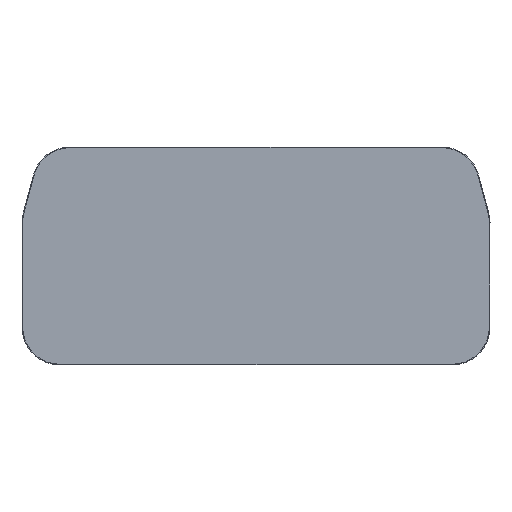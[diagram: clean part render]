
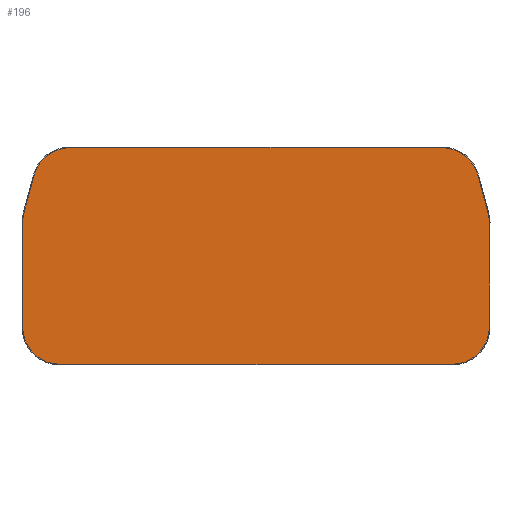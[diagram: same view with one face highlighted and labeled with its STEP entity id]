
A CAD part, top view. The second image highlights one B-rep face of the part: STEP entity #196.
In plain terms, the highlighted planar face has unit normal (0, 0, 1).
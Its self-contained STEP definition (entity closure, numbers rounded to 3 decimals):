
#21 = CARTESIAN_POINT ( 'NONE',  ( -28.489, 20.211, 1. ) ) ;
#29 = VECTOR ( 'NONE', #498, 1000. ) ;
#32 = CARTESIAN_POINT ( 'NONE',  ( 7.893, 11.536, 1. ) ) ;
#34 = CARTESIAN_POINT ( 'NONE',  ( -28.69, 18.684, 1. ) ) ;
#35 = DIRECTION ( 'NONE',  ( -1., 0., 0. ) ) ;
#39 = AXIS2_PLACEMENT_3D ( 'NONE', #579, #935, #140 ) ;
#53 = AXIS2_PLACEMENT_3D ( 'NONE', #123, #229, #651 ) ;
#66 = VERTEX_POINT ( 'NONE', #1008 ) ;
#71 = CARTESIAN_POINT ( 'NONE',  ( 45.483, 2.101, 1. ) ) ;
#73 = AXIS2_PLACEMENT_3D ( 'NONE', #344, #434, #325 ) ;
#79 = CARTESIAN_POINT ( 'NONE',  ( -21.175, 24.711, 1. ) ) ;
#88 = VERTEX_POINT ( 'NONE', #318 ) ;
#91 = VERTEX_POINT ( 'NONE', #34 ) ;
#92 = EDGE_CURVE ( 'NONE', #593, #509, #110, .T. ) ;
#95 = DIRECTION ( 'NONE',  ( 0., 0., 1. ) ) ;
#110 = CIRCLE ( 'NONE', #316, 5.9 ) ;
#123 = CARTESIAN_POINT ( 'NONE',  ( 37.966, 24.711, 1. ) ) ;
#140 = DIRECTION ( 'NONE',  ( 1., 0., 0. ) ) ;
#151 = VECTOR ( 'NONE', #677, 1000. ) ;
#156 = ORIENTED_EDGE ( 'NONE', *, *, #92, .T. ) ;
#163 = EDGE_CURVE ( 'NONE', #526, #855, #1049, .T. ) ;
#169 = CIRCLE ( 'NONE', #280, 5.9 ) ;
#196 = ADVANCED_FACE ( 'NONE', ( #747 ), #1103, .T. ) ;
#212 = CIRCLE ( 'NONE', #73, 5.9 ) ;
#213 = AXIS2_PLACEMENT_3D ( 'NONE', #533, #95, #452 ) ;
#217 = ORIENTED_EDGE ( 'NONE', *, *, #719, .T. ) ;
#225 = VERTEX_POINT ( 'NONE', #71 ) ;
#229 = DIRECTION ( 'NONE',  ( 0., 0., 1. ) ) ;
#245 = VECTOR ( 'NONE', #35, 1000. ) ;
#248 = CARTESIAN_POINT ( 'NONE',  ( 45.282, 20.204, 1. ) ) ;
#259 = ORIENTED_EDGE ( 'NONE', *, *, #264, .T. ) ;
#264 = EDGE_CURVE ( 'NONE', #466, #971, #169, .T. ) ;
#280 = AXIS2_PLACEMENT_3D ( 'NONE', #79, #783, #765 ) ;
#296 = CARTESIAN_POINT ( 'NONE',  ( 45.483, 18.677, 1. ) ) ;
#304 = EDGE_CURVE ( 'NONE', #551, #88, #212, .T. ) ;
#305 = VECTOR ( 'NONE', #334, 1000. ) ;
#312 = DIRECTION ( 'NONE',  ( 1., 0., 0. ) ) ;
#314 = CARTESIAN_POINT ( 'NONE',  ( 45.483, 2.101, 1. ) ) ;
#316 = AXIS2_PLACEMENT_3D ( 'NONE', #923, #493, #312 ) ;
#318 = CARTESIAN_POINT ( 'NONE',  ( 45.282, 20.204, 1. ) ) ;
#325 = DIRECTION ( 'NONE',  ( 1., 0., 0. ) ) ;
#329 = CARTESIAN_POINT ( 'NONE',  ( -22.79, -3.799, 1. ) ) ;
#334 = DIRECTION ( 'NONE',  ( -0.259, 0.966, 0. ) ) ;
#335 = LINE ( 'NONE', #418, #375 ) ;
#344 = CARTESIAN_POINT ( 'NONE',  ( 39.583, 18.677, 1. ) ) ;
#349 = EDGE_CURVE ( 'NONE', #971, #371, #335, .T. ) ;
#371 = VERTEX_POINT ( 'NONE', #21 ) ;
#375 = VECTOR ( 'NONE', #1114, 1000. ) ;
#382 = ORIENTED_EDGE ( 'NONE', *, *, #304, .T. ) ;
#418 = CARTESIAN_POINT ( 'NONE',  ( -26.874, 26.238, 1. ) ) ;
#428 = AXIS2_PLACEMENT_3D ( 'NONE', #32, #659, #1088 ) ;
#434 = DIRECTION ( 'NONE',  ( 0., 0., 1. ) ) ;
#452 = DIRECTION ( 'NONE',  ( 1., 0., 0. ) ) ;
#466 = VERTEX_POINT ( 'NONE', #811 ) ;
#474 = ORIENTED_EDGE ( 'NONE', *, *, #875, .T. ) ;
#491 = LINE ( 'NONE', #314, #648 ) ;
#493 = DIRECTION ( 'NONE',  ( 0., 0., 1. ) ) ;
#498 = DIRECTION ( 'NONE',  ( 0., -1., 0. ) ) ;
#509 = VERTEX_POINT ( 'NONE', #818 ) ;
#526 = VERTEX_POINT ( 'NONE', #1079 ) ;
#533 = CARTESIAN_POINT ( 'NONE',  ( 39.583, 2.101, 1. ) ) ;
#540 = CIRCLE ( 'NONE', #39, 5.9 ) ;
#551 = VERTEX_POINT ( 'NONE', #296 ) ;
#562 = CARTESIAN_POINT ( 'NONE',  ( -26.874, 26.238, 1. ) ) ;
#579 = CARTESIAN_POINT ( 'NONE',  ( -22.79, 18.684, 1. ) ) ;
#587 = EDGE_LOOP ( 'NONE', ( #644, #474, #1044, #382, #217, #660, #881, #259, #691, #1080, #975, #156 ) ) ;
#593 = VERTEX_POINT ( 'NONE', #1007 ) ;
#600 = LINE ( 'NONE', #248, #305 ) ;
#643 = CARTESIAN_POINT ( 'NONE',  ( 37.966, 30.611, 1. ) ) ;
#644 = ORIENTED_EDGE ( 'NONE', *, *, #754, .T. ) ;
#648 = VECTOR ( 'NONE', #847, 1000. ) ;
#651 = DIRECTION ( 'NONE',  ( 1., 0., 0. ) ) ;
#659 = DIRECTION ( 'NONE',  ( 0., 0., 1. ) ) ;
#660 = ORIENTED_EDGE ( 'NONE', *, *, #163, .T. ) ;
#667 = LINE ( 'NONE', #1025, #29 ) ;
#677 = DIRECTION ( 'NONE',  ( 1., 0., 0. ) ) ;
#691 = ORIENTED_EDGE ( 'NONE', *, *, #349, .T. ) ;
#719 = EDGE_CURVE ( 'NONE', #88, #526, #600, .T. ) ;
#747 = FACE_OUTER_BOUND ( 'NONE', #587, .T. ) ;
#754 = EDGE_CURVE ( 'NONE', #509, #66, #1117, .T. ) ;
#765 = DIRECTION ( 'NONE',  ( 1., 0., 0. ) ) ;
#783 = DIRECTION ( 'NONE',  ( 0., 0., 1. ) ) ;
#811 = CARTESIAN_POINT ( 'NONE',  ( -21.175, 30.611, 1. ) ) ;
#818 = CARTESIAN_POINT ( 'NONE',  ( -22.79, -3.799, 1. ) ) ;
#838 = LINE ( 'NONE', #1100, #245 ) ;
#847 = DIRECTION ( 'NONE',  ( 0., 1., 0. ) ) ;
#855 = VERTEX_POINT ( 'NONE', #643 ) ;
#875 = EDGE_CURVE ( 'NONE', #66, #225, #966, .T. ) ;
#881 = ORIENTED_EDGE ( 'NONE', *, *, #964, .T. ) ;
#918 = EDGE_CURVE ( 'NONE', #225, #551, #491, .T. ) ;
#923 = CARTESIAN_POINT ( 'NONE',  ( -22.79, 2.101, 1. ) ) ;
#935 = DIRECTION ( 'NONE',  ( 0., 0., 1. ) ) ;
#964 = EDGE_CURVE ( 'NONE', #855, #466, #838, .T. ) ;
#966 = CIRCLE ( 'NONE', #213, 5.9 ) ;
#971 = VERTEX_POINT ( 'NONE', #562 ) ;
#975 = ORIENTED_EDGE ( 'NONE', *, *, #1051, .T. ) ;
#1007 = CARTESIAN_POINT ( 'NONE',  ( -28.69, 2.101, 1. ) ) ;
#1008 = CARTESIAN_POINT ( 'NONE',  ( 39.583, -3.799, 1. ) ) ;
#1012 = EDGE_CURVE ( 'NONE', #371, #91, #540, .T. ) ;
#1025 = CARTESIAN_POINT ( 'NONE',  ( -28.69, 18.684, 1. ) ) ;
#1044 = ORIENTED_EDGE ( 'NONE', *, *, #918, .T. ) ;
#1049 = CIRCLE ( 'NONE', #53, 5.9 ) ;
#1051 = EDGE_CURVE ( 'NONE', #91, #593, #667, .T. ) ;
#1079 = CARTESIAN_POINT ( 'NONE',  ( 43.665, 26.238, 1. ) ) ;
#1080 = ORIENTED_EDGE ( 'NONE', *, *, #1012, .T. ) ;
#1088 = DIRECTION ( 'NONE',  ( 1., 0., 0. ) ) ;
#1100 = CARTESIAN_POINT ( 'NONE',  ( 37.966, 30.611, 1. ) ) ;
#1103 = PLANE ( 'NONE',  #428 ) ;
#1114 = DIRECTION ( 'NONE',  ( -0.259, -0.966, 0. ) ) ;
#1117 = LINE ( 'NONE', #329, #151 ) ;
